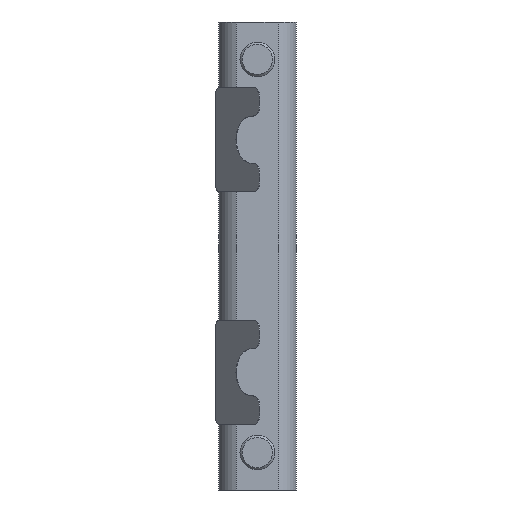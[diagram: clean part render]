
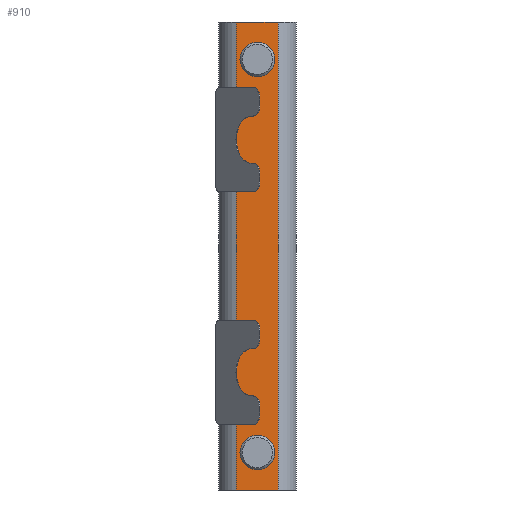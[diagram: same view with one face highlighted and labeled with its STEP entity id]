
A CAD part, front view. The second image highlights one B-rep face of the part: STEP entity #910.
In plain terms, the highlighted planar face has unit normal (0, -1, 0).
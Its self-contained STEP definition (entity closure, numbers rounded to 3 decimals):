
#63=FACE_BOUND('',#168,.T.);
#64=FACE_BOUND('',#169,.T.);
#79=PLANE('',#1074);
#114=FACE_OUTER_BOUND('',#167,.T.);
#167=EDGE_LOOP('',(#663,#664,#665,#666));
#168=EDGE_LOOP('',(#667));
#169=EDGE_LOOP('',(#668));
#232=LINE('',#1470,#310);
#240=LINE('',#1489,#318);
#241=LINE('',#1492,#319);
#242=LINE('',#1493,#320);
#310=VECTOR('',#1188,10.);
#318=VECTOR('',#1206,10.);
#319=VECTOR('',#1209,10.);
#320=VECTOR('',#1210,10.);
#385=CIRCLE('',#1062,3.324);
#388=CIRCLE('',#1066,3.324);
#423=VERTEX_POINT('',#1448);
#426=VERTEX_POINT('',#1456);
#431=VERTEX_POINT('',#1467);
#432=VERTEX_POINT('',#1469);
#438=VERTEX_POINT('',#1487);
#439=VERTEX_POINT('',#1491);
#510=EDGE_CURVE('',#423,#423,#385,.T.);
#514=EDGE_CURVE('',#426,#426,#388,.T.);
#519=EDGE_CURVE('',#431,#432,#232,.T.);
#529=EDGE_CURVE('',#438,#431,#240,.T.);
#530=EDGE_CURVE('',#439,#438,#241,.T.);
#531=EDGE_CURVE('',#439,#432,#242,.T.);
#663=ORIENTED_EDGE('',*,*,#529,.F.);
#664=ORIENTED_EDGE('',*,*,#530,.F.);
#665=ORIENTED_EDGE('',*,*,#531,.T.);
#666=ORIENTED_EDGE('',*,*,#519,.F.);
#667=ORIENTED_EDGE('',*,*,#510,.T.);
#668=ORIENTED_EDGE('',*,*,#514,.T.);
#910=ADVANCED_FACE('',(#114,#63,#64),#79,.T.);
#1062=AXIS2_PLACEMENT_3D('',#1450,#1170,#1171);
#1066=AXIS2_PLACEMENT_3D('',#1458,#1179,#1180);
#1074=AXIS2_PLACEMENT_3D('',#1490,#1207,#1208);
#1170=DIRECTION('center_axis',(0.,1.,0.));
#1171=DIRECTION('ref_axis',(-1.,0.,0.));
#1179=DIRECTION('center_axis',(0.,1.,0.));
#1180=DIRECTION('ref_axis',(-1.,0.,0.));
#1188=DIRECTION('',(-1.,0.,0.));
#1206=DIRECTION('',(0.,0.,-1.));
#1207=DIRECTION('center_axis',(0.,-1.,0.));
#1208=DIRECTION('ref_axis',(1.,0.,0.));
#1209=DIRECTION('',(1.,0.,0.));
#1210=DIRECTION('',(0.,0.,-1.));
#1448=CARTESIAN_POINT('',(3.324,-6.,37.6));
#1450=CARTESIAN_POINT('Origin',(0.,-6.,37.6));
#1456=CARTESIAN_POINT('',(3.324,-6.,-37.6));
#1458=CARTESIAN_POINT('Origin',(0.,-6.,-37.6));
#1467=CARTESIAN_POINT('',(4.,-6.,-44.75));
#1469=CARTESIAN_POINT('',(-4.,-6.,-44.75));
#1470=CARTESIAN_POINT('',(4.,-6.,-44.75));
#1487=CARTESIAN_POINT('',(4.,-6.,44.75));
#1489=CARTESIAN_POINT('',(4.,-6.,0.));
#1490=CARTESIAN_POINT('Origin',(-4.,-6.,0.));
#1491=CARTESIAN_POINT('',(-4.,-6.,44.75));
#1492=CARTESIAN_POINT('',(4.,-6.,44.75));
#1493=CARTESIAN_POINT('',(-4.,-6.,0.));
